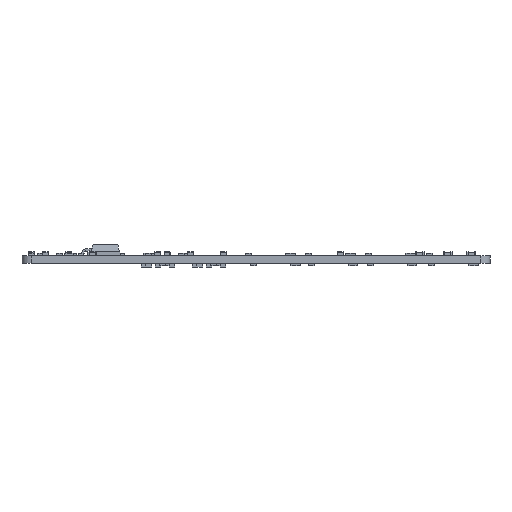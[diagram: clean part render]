
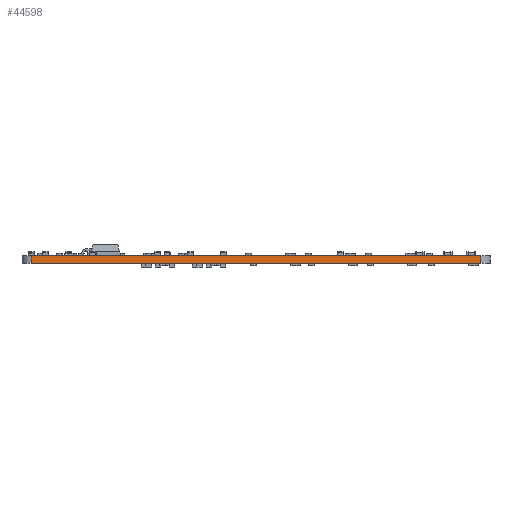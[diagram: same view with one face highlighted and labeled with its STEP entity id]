
A CAD part, left-side view. The second image highlights one B-rep face of the part: STEP entity #44598.
In plain terms, the highlighted planar face has unit normal (-1, 0, 0).
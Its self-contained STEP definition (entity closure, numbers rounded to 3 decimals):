
#10793 = PLANE('',#10794);
#10794 = AXIS2_PLACEMENT_3D('',#10795,#10796,#10797);
#10795 = CARTESIAN_POINT('',(109.872,-105.174,1.6));
#10796 = DIRECTION('',(0.,0.,1.));
#10797 = DIRECTION('',(1.,0.,0.));
#10847 = PLANE('',#10848);
#10848 = AXIS2_PLACEMENT_3D('',#10849,#10850,#10851);
#10849 = CARTESIAN_POINT('',(109.872,-105.174,0.));
#10850 = DIRECTION('',(0.,0.,1.));
#10851 = DIRECTION('',(1.,0.,0.));
#11215 = VERTEX_POINT('',#11216);
#11216 = CARTESIAN_POINT('',(62.,-57.,0.));
#11231 = CYLINDRICAL_SURFACE('',#11232,2.);
#11232 = AXIS2_PLACEMENT_3D('',#11233,#11234,#11235);
#11233 = CARTESIAN_POINT('',(64.,-57.,0.));
#11234 = DIRECTION('',(0.,0.,-1.));
#11235 = DIRECTION('',(1.,0.,0.));
#11243 = EDGE_CURVE('',#11215,#11244,#11246,.T.);
#11244 = VERTEX_POINT('',#11245);
#11245 = CARTESIAN_POINT('',(62.,-153.,0.));
#11246 = SURFACE_CURVE('',#11247,(#11251,#11258),.PCURVE_S1.);
#11247 = LINE('',#11248,#11249);
#11248 = CARTESIAN_POINT('',(62.,-57.,0.));
#11249 = VECTOR('',#11250,1.);
#11250 = DIRECTION('',(0.,-1.,0.));
#11251 = PCURVE('',#10847,#11252);
#11252 = DEFINITIONAL_REPRESENTATION('',(#11253),#11257);
#11253 = LINE('',#11254,#11255);
#11254 = CARTESIAN_POINT('',(-47.872,48.174));
#11255 = VECTOR('',#11256,1.);
#11256 = DIRECTION('',(0.,-1.));
#11257 = ( GEOMETRIC_REPRESENTATION_CONTEXT(2) 
PARAMETRIC_REPRESENTATION_CONTEXT() REPRESENTATION_CONTEXT('2D SPACE',''
  ) );
#11258 = PCURVE('',#11259,#11264);
#11259 = PLANE('',#11260);
#11260 = AXIS2_PLACEMENT_3D('',#11261,#11262,#11263);
#11261 = CARTESIAN_POINT('',(62.,-57.,0.));
#11262 = DIRECTION('',(1.,0.,0.));
#11263 = DIRECTION('',(0.,-1.,0.));
#11264 = DEFINITIONAL_REPRESENTATION('',(#11265),#11269);
#11265 = LINE('',#11266,#11267);
#11266 = CARTESIAN_POINT('',(0.,0.));
#11267 = VECTOR('',#11268,1.);
#11268 = DIRECTION('',(1.,0.));
#11269 = ( GEOMETRIC_REPRESENTATION_CONTEXT(2) 
PARAMETRIC_REPRESENTATION_CONTEXT() REPRESENTATION_CONTEXT('2D SPACE',''
  ) );
#11288 = CYLINDRICAL_SURFACE('',#11289,2.);
#11289 = AXIS2_PLACEMENT_3D('',#11290,#11291,#11292);
#11290 = CARTESIAN_POINT('',(64.,-153.,0.));
#11291 = DIRECTION('',(0.,0.,-1.));
#11292 = DIRECTION('',(1.,0.,0.));
#29216 = VERTEX_POINT('',#29217);
#29217 = CARTESIAN_POINT('',(62.,-57.,1.6));
#29239 = EDGE_CURVE('',#29216,#29240,#29242,.T.);
#29240 = VERTEX_POINT('',#29241);
#29241 = CARTESIAN_POINT('',(62.,-153.,1.6));
#29242 = SURFACE_CURVE('',#29243,(#29247,#29254),.PCURVE_S1.);
#29243 = LINE('',#29244,#29245);
#29244 = CARTESIAN_POINT('',(62.,-57.,1.6));
#29245 = VECTOR('',#29246,1.);
#29246 = DIRECTION('',(0.,-1.,0.));
#29247 = PCURVE('',#10793,#29248);
#29248 = DEFINITIONAL_REPRESENTATION('',(#29249),#29253);
#29249 = LINE('',#29250,#29251);
#29250 = CARTESIAN_POINT('',(-47.872,48.174));
#29251 = VECTOR('',#29252,1.);
#29252 = DIRECTION('',(0.,-1.));
#29253 = ( GEOMETRIC_REPRESENTATION_CONTEXT(2) 
PARAMETRIC_REPRESENTATION_CONTEXT() REPRESENTATION_CONTEXT('2D SPACE',''
  ) );
#29254 = PCURVE('',#11259,#29255);
#29255 = DEFINITIONAL_REPRESENTATION('',(#29256),#29260);
#29256 = LINE('',#29257,#29258);
#29257 = CARTESIAN_POINT('',(0.,-1.6));
#29258 = VECTOR('',#29259,1.);
#29259 = DIRECTION('',(1.,0.));
#29260 = ( GEOMETRIC_REPRESENTATION_CONTEXT(2) 
PARAMETRIC_REPRESENTATION_CONTEXT() REPRESENTATION_CONTEXT('2D SPACE',''
  ) );
#44548 = EDGE_CURVE('',#11244,#29240,#44549,.T.);
#44549 = SURFACE_CURVE('',#44550,(#44554,#44561),.PCURVE_S1.);
#44550 = LINE('',#44551,#44552);
#44551 = CARTESIAN_POINT('',(62.,-153.,0.));
#44552 = VECTOR('',#44553,1.);
#44553 = DIRECTION('',(0.,0.,1.));
#44554 = PCURVE('',#11288,#44555);
#44555 = DEFINITIONAL_REPRESENTATION('',(#44556),#44560);
#44556 = LINE('',#44557,#44558);
#44557 = CARTESIAN_POINT('',(-3.142,0.));
#44558 = VECTOR('',#44559,1.);
#44559 = DIRECTION('',(0.,-1.));
#44560 = ( GEOMETRIC_REPRESENTATION_CONTEXT(2) 
PARAMETRIC_REPRESENTATION_CONTEXT() REPRESENTATION_CONTEXT('2D SPACE',''
  ) );
#44561 = PCURVE('',#11259,#44562);
#44562 = DEFINITIONAL_REPRESENTATION('',(#44563),#44567);
#44563 = LINE('',#44564,#44565);
#44564 = CARTESIAN_POINT('',(96.,0.));
#44565 = VECTOR('',#44566,1.);
#44566 = DIRECTION('',(0.,-1.));
#44567 = ( GEOMETRIC_REPRESENTATION_CONTEXT(2) 
PARAMETRIC_REPRESENTATION_CONTEXT() REPRESENTATION_CONTEXT('2D SPACE',''
  ) );
#44577 = EDGE_CURVE('',#11215,#29216,#44578,.T.);
#44578 = SURFACE_CURVE('',#44579,(#44583,#44590),.PCURVE_S1.);
#44579 = LINE('',#44580,#44581);
#44580 = CARTESIAN_POINT('',(62.,-57.,0.));
#44581 = VECTOR('',#44582,1.);
#44582 = DIRECTION('',(0.,0.,1.));
#44583 = PCURVE('',#11231,#44584);
#44584 = DEFINITIONAL_REPRESENTATION('',(#44585),#44589);
#44585 = LINE('',#44586,#44587);
#44586 = CARTESIAN_POINT('',(-3.142,0.));
#44587 = VECTOR('',#44588,1.);
#44588 = DIRECTION('',(0.,-1.));
#44589 = ( GEOMETRIC_REPRESENTATION_CONTEXT(2) 
PARAMETRIC_REPRESENTATION_CONTEXT() REPRESENTATION_CONTEXT('2D SPACE',''
  ) );
#44590 = PCURVE('',#11259,#44591);
#44591 = DEFINITIONAL_REPRESENTATION('',(#44592),#44596);
#44592 = LINE('',#44593,#44594);
#44593 = CARTESIAN_POINT('',(0.,0.));
#44594 = VECTOR('',#44595,1.);
#44595 = DIRECTION('',(0.,-1.));
#44596 = ( GEOMETRIC_REPRESENTATION_CONTEXT(2) 
PARAMETRIC_REPRESENTATION_CONTEXT() REPRESENTATION_CONTEXT('2D SPACE',''
  ) );
#44598 = ADVANCED_FACE('',(#44599),#11259,.F.);
#44599 = FACE_BOUND('',#44600,.F.);
#44600 = EDGE_LOOP('',(#44601,#44602,#44603,#44604));
#44601 = ORIENTED_EDGE('',*,*,#44577,.T.);
#44602 = ORIENTED_EDGE('',*,*,#29239,.T.);
#44603 = ORIENTED_EDGE('',*,*,#44548,.F.);
#44604 = ORIENTED_EDGE('',*,*,#11243,.F.);
